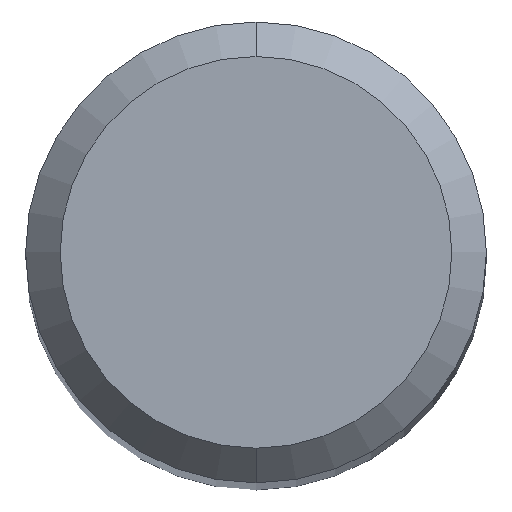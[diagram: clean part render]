
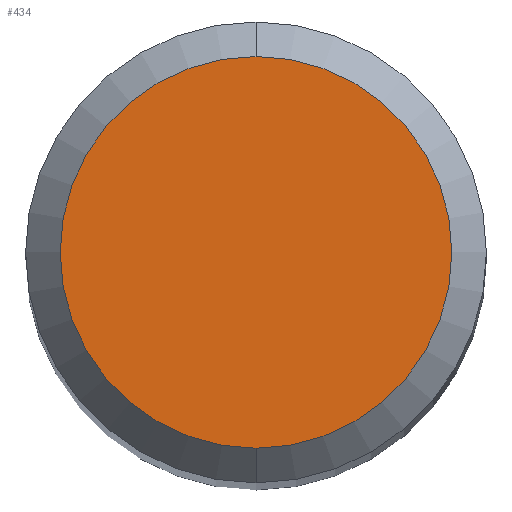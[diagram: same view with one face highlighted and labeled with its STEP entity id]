
A CAD part, top view. The second image highlights one B-rep face of the part: STEP entity #434.
In plain terms, the highlighted planar face has unit normal (0, 0, 1).
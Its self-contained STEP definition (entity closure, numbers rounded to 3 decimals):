
#206=EDGE_CURVE('',#242,#258,#542,.T.);
#242=VERTEX_POINT('',#580);
#252=EDGE_CURVE('',#258,#242,#591,.T.);
#258=VERTEX_POINT('',#597);
#434=ADVANCED_FACE('',(#792),#793,.T.);
#542=CIRCLE('',#912,1.7);
#580=CARTESIAN_POINT('',(0.0,1.7,0.0));
#591=CIRCLE('',#1022,1.7);
#597=CARTESIAN_POINT('',(0.,-1.7,0.0));
#792=FACE_OUTER_BOUND('',#1391,.T.);
#793=PLANE('',#1392);
#912=AXIS2_PLACEMENT_3D('',#1585,#1586,#1587);
#1022=AXIS2_PLACEMENT_3D('',#1628,#1629,#1630);
#1391=EDGE_LOOP('',(#1856,#1857));
#1392=AXIS2_PLACEMENT_3D('',#1858,#1859,#1860);
#1585=CARTESIAN_POINT('',(0.0,0.0,0.0));
#1586=DIRECTION('',(0.0,0.0,-1.0));
#1587=DIRECTION('',(0.0,1.0,0.0));
#1628=CARTESIAN_POINT('',(0.0,0.0,0.0));
#1629=DIRECTION('',(0.0,0.0,-1.0));
#1630=DIRECTION('',(0.0,1.0,0.0));
#1856=ORIENTED_EDGE('',*,*,#206,.F.);
#1857=ORIENTED_EDGE('',*,*,#252,.F.);
#1858=CARTESIAN_POINT('',(0.0,0.85,0.0));
#1859=DIRECTION('',(-0.0,0.0,1.0));
#1860=DIRECTION('',(0.0,-1.0,0.0));
